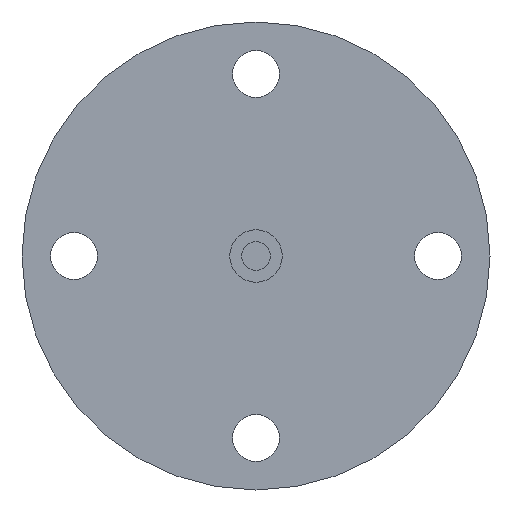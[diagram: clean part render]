
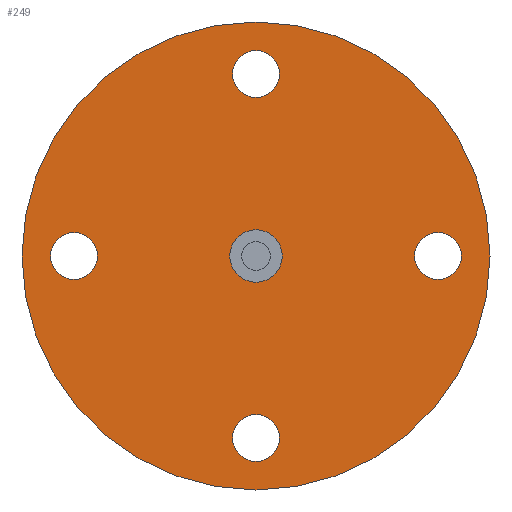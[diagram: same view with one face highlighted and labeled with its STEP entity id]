
A CAD part, front view. The second image highlights one B-rep face of the part: STEP entity #249.
In plain terms, the highlighted planar face has unit normal (0, -1, 0).
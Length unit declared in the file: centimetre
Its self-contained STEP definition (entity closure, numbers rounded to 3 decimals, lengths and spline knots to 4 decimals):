
#25=PLANE('',#284);
#41=FACE_BOUND('',#93,.T.);
#42=FACE_BOUND('',#94,.T.);
#43=FACE_BOUND('',#95,.T.);
#44=FACE_BOUND('',#96,.T.);
#45=FACE_BOUND('',#97,.T.);
#62=FACE_OUTER_BOUND('',#92,.T.);
#92=EDGE_LOOP('',(#197));
#93=EDGE_LOOP('',(#198));
#94=EDGE_LOOP('',(#199));
#95=EDGE_LOOP('',(#200));
#96=EDGE_LOOP('',(#201));
#97=EDGE_LOOP('',(#202));
#124=CIRCLE('',#277,0.45);
#125=CIRCLE('',#279,0.45);
#126=CIRCLE('',#281,0.45);
#127=CIRCLE('',#283,0.45);
#128=CIRCLE('',#285,4.5);
#129=CIRCLE('',#286,0.505);
#145=VERTEX_POINT('',#408);
#146=VERTEX_POINT('',#411);
#147=VERTEX_POINT('',#414);
#148=VERTEX_POINT('',#417);
#149=VERTEX_POINT('',#420);
#150=VERTEX_POINT('',#422);
#166=EDGE_CURVE('',#145,#145,#124,.T.);
#167=EDGE_CURVE('',#146,#146,#125,.T.);
#168=EDGE_CURVE('',#147,#147,#126,.T.);
#169=EDGE_CURVE('',#148,#148,#127,.T.);
#170=EDGE_CURVE('',#149,#149,#128,.T.);
#171=EDGE_CURVE('',#150,#150,#129,.T.);
#197=ORIENTED_EDGE('',*,*,#170,.T.);
#198=ORIENTED_EDGE('',*,*,#166,.T.);
#199=ORIENTED_EDGE('',*,*,#167,.T.);
#200=ORIENTED_EDGE('',*,*,#168,.T.);
#201=ORIENTED_EDGE('',*,*,#169,.T.);
#202=ORIENTED_EDGE('',*,*,#171,.F.);
#249=ADVANCED_FACE('',(#62,#41,#42,#43,#44,#45),#25,.T.);
#277=AXIS2_PLACEMENT_3D('',#409,#335,#336);
#279=AXIS2_PLACEMENT_3D('',#412,#339,#340);
#281=AXIS2_PLACEMENT_3D('',#415,#343,#344);
#283=AXIS2_PLACEMENT_3D('',#418,#347,#348);
#284=AXIS2_PLACEMENT_3D('',#419,#349,#350);
#285=AXIS2_PLACEMENT_3D('',#421,#351,#352);
#286=AXIS2_PLACEMENT_3D('',#423,#353,#354);
#335=DIRECTION('center_axis',(0.,1.,0.));
#336=DIRECTION('ref_axis',(1.,0.,0.));
#339=DIRECTION('center_axis',(0.,1.,0.));
#340=DIRECTION('ref_axis',(1.,0.,0.));
#343=DIRECTION('center_axis',(0.,1.,0.));
#344=DIRECTION('ref_axis',(1.,0.,0.));
#347=DIRECTION('center_axis',(0.,1.,0.));
#348=DIRECTION('ref_axis',(1.,0.,0.));
#349=DIRECTION('center_axis',(0.,-1.,0.));
#350=DIRECTION('ref_axis',(0.,0.,-1.));
#351=DIRECTION('center_axis',(0.,-1.,0.));
#352=DIRECTION('ref_axis',(1.,0.,0.));
#353=DIRECTION('center_axis',(0.,-1.,0.));
#354=DIRECTION('ref_axis',(1.,0.,0.));
#408=CARTESIAN_POINT('',(3.05,0.,0.));
#409=CARTESIAN_POINT('Origin',(3.5,0.,0.));
#411=CARTESIAN_POINT('',(-0.45,0.,3.5));
#412=CARTESIAN_POINT('Origin',(0.,0.,3.5));
#414=CARTESIAN_POINT('',(-3.95,0.,0.));
#415=CARTESIAN_POINT('Origin',(-3.5,0.,0.));
#417=CARTESIAN_POINT('',(-0.45,0.,-3.5));
#418=CARTESIAN_POINT('Origin',(0.,0.,-3.5));
#419=CARTESIAN_POINT('Origin',(2.5025,0.,0.));
#420=CARTESIAN_POINT('',(4.5,0.,0.));
#421=CARTESIAN_POINT('Origin',(0.,0.,0.));
#422=CARTESIAN_POINT('',(0.505,0.,0.));
#423=CARTESIAN_POINT('Origin',(0.,0.,0.));
